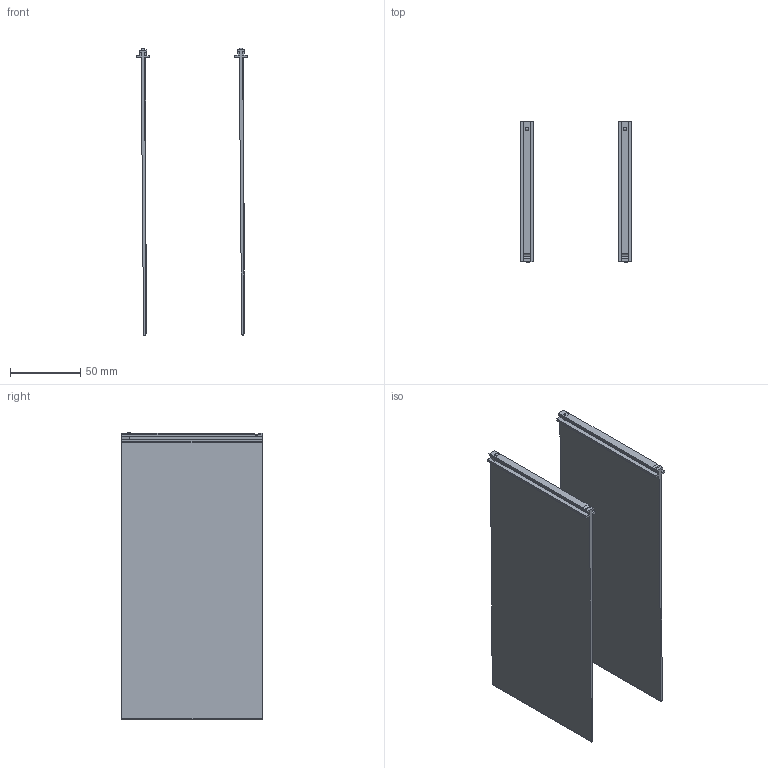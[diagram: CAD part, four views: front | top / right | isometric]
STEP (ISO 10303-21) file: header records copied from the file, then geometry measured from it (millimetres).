
FILE_DESCRIPTION((''),'2;1');
FILE_NAME('1SDH002065A1360_IGES','2019-07-01T',('ITSTCAR1'),(''),'CREO PARAMETRIC BY PTC INC, 2016050','CREO PARAMETRIC BY PTC INC, 2016050','');
FILE_SCHEMA(('AUTOMOTIVE_DESIGN { 1 0 10303 214 1 1 1 1 }'));
Length unit declared in the file: millimetre
Products named in the file (1): 1SDH002065A1360_IGES
Bounding box: 79.01 x 100 x 205.01 mm (x, y, z)
Volume: 85280.8 mm3; surface area: 88190.2 mm2
Topology: 2 solids, 2 shells, 130 faces, 374 edges, 250 vertices
Faces by surface type: plane 76, cylinder 46, torus 8
Entity records: 5300 total; most frequent: CARTESIAN_POINT 1266, ORIENTED_EDGE 740, DIRECTION 678, EDGE_CURVE 370, VERTEX_POINT 248, VECTOR 246, LINE 246, AXIS2_PLACEMENT_3D 216
